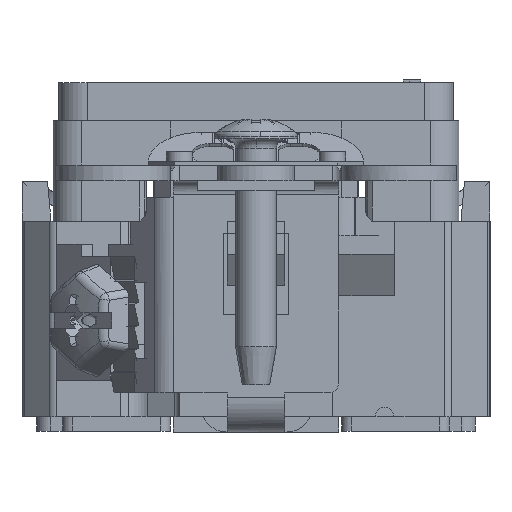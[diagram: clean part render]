
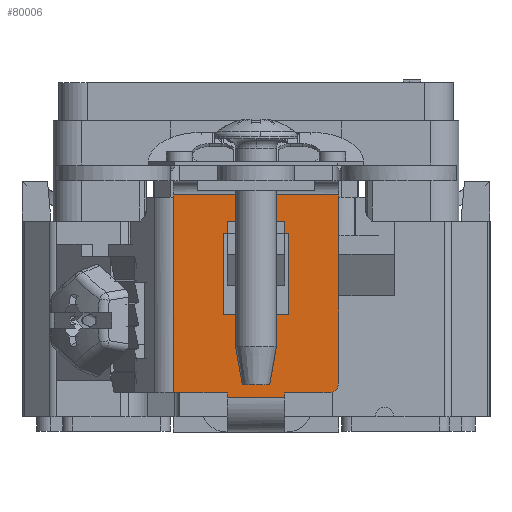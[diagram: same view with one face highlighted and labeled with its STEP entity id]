
A CAD part, front view. The second image highlights one B-rep face of the part: STEP entity #80006.
In plain terms, the highlighted planar face has unit normal (0, -1, 0).
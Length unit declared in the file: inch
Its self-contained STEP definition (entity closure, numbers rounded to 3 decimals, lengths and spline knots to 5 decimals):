
#445 = EDGE_CURVE ( 'NONE', #8514, #23865, #19343, .T. ) ;
#666 = VECTOR ( 'NONE', #47478, 39.37008 ) ;
#879 = CARTESIAN_POINT ( 'NONE',  ( 0.0935, -1.38808, -0.258 ) ) ;
#3352 = CARTESIAN_POINT ( 'NONE',  ( -0.27, -1.38808, 0.074 ) ) ;
#3360 = LINE ( 'NONE', #14176, #62540 ) ;
#3995 = DIRECTION ( 'NONE',  ( 0., 0., 1. ) ) ;
#4629 = LINE ( 'NONE', #49700, #104584 ) ;
#4772 = VERTEX_POINT ( 'NONE', #5673 ) ;
#5127 = CARTESIAN_POINT ( 'NONE',  ( -0.27, -1.38808, -0.242 ) ) ;
#5252 = VERTEX_POINT ( 'NONE', #37180 ) ;
#5673 = CARTESIAN_POINT ( 'NONE',  ( 0.27, -1.38808, -0.211 ) ) ;
#6056 = ORIENTED_EDGE ( 'NONE', *, *, #38929, .T. ) ;
#7203 = DIRECTION ( 'NONE',  ( 1., 0., 0. ) ) ;
#7492 = DIRECTION ( 'NONE',  ( 1., 0., 0. ) ) ;
#7745 = LINE ( 'NONE', #60802, #96785 ) ;
#8514 = VERTEX_POINT ( 'NONE', #98592 ) ;
#8559 = VERTEX_POINT ( 'NONE', #89435 ) ;
#8570 = VERTEX_POINT ( 'NONE', #879 ) ;
#9741 = EDGE_CURVE ( 'NONE', #33089, #5252, #110021, .T. ) ;
#11225 = CARTESIAN_POINT ( 'NONE',  ( 0.105, -1.38808, 0.28 ) ) ;
#11275 = EDGE_CURVE ( 'NONE', #8559, #17400, #49216, .T. ) ;
#11870 = EDGE_CURVE ( 'NONE', #104640, #8514, #7745, .T. ) ;
#12445 = DIRECTION ( 'NONE',  ( 0., 0., -1. ) ) ;
#14176 = CARTESIAN_POINT ( 'NONE',  ( 0.27, -1.38808, 0.074 ) ) ;
#15362 = VECTOR ( 'NONE', #64532, 39.37008 ) ;
#17400 = VERTEX_POINT ( 'NONE', #5127 ) ;
#17553 = CARTESIAN_POINT ( 'NONE',  ( -0.0935, -1.38808, -0.258 ) ) ;
#17944 = CARTESIAN_POINT ( 'NONE',  ( -0.105, -1.38808, 0.28 ) ) ;
#19243 = DIRECTION ( 'NONE',  ( 0., 0., -1. ) ) ;
#19343 = LINE ( 'NONE', #20467, #65942 ) ;
#19625 = VERTEX_POINT ( 'NONE', #98598 ) ;
#19791 = CARTESIAN_POINT ( 'NONE',  ( 0.239, -1.38808, -0.242 ) ) ;
#20184 = ORIENTED_EDGE ( 'NONE', *, *, #98382, .T. ) ;
#20212 = EDGE_CURVE ( 'NONE', #84853, #108992, #107432, .T. ) ;
#20467 = CARTESIAN_POINT ( 'NONE',  ( -0.105, -1.38808, 0.074 ) ) ;
#20523 = DIRECTION ( 'NONE',  ( 1., 0., 0. ) ) ;
#20738 = CARTESIAN_POINT ( 'NONE',  ( 0.0935, -1.38808, -0.242 ) ) ;
#21017 = LINE ( 'NONE', #55828, #73786 ) ;
#21087 = CARTESIAN_POINT ( 'NONE',  ( -0.27, -1.38808, -0.258 ) ) ;
#21937 = DIRECTION ( 'NONE',  ( 0., 0., -1. ) ) ;
#22272 = ORIENTED_EDGE ( 'NONE', *, *, #20212, .T. ) ;
#23865 = VERTEX_POINT ( 'NONE', #17944 ) ;
#24791 = EDGE_CURVE ( 'NONE', #108992, #4772, #67239, .T. ) ;
#25040 = CARTESIAN_POINT ( 'NONE',  ( 0., -1.38808, -0.242 ) ) ;
#25581 = CARTESIAN_POINT ( 'NONE',  ( -0.27, -1.38808, 0.406 ) ) ;
#26542 = VECTOR ( 'NONE', #83608, 39.37008 ) ;
#27770 = VECTOR ( 'NONE', #41022, 39.37008 ) ;
#27914 = DIRECTION ( 'NONE',  ( 0., 0., 1. ) ) ;
#28726 = EDGE_CURVE ( 'NONE', #56378, #19625, #4629, .T. ) ;
#29667 = DIRECTION ( 'NONE',  ( 0., -1., 0. ) ) ;
#31317 = DIRECTION ( 'NONE',  ( 0., 0., 1. ) ) ;
#33089 = VERTEX_POINT ( 'NONE', #25581 ) ;
#34421 = ORIENTED_EDGE ( 'NONE', *, *, #94350, .T. ) ;
#34889 = ORIENTED_EDGE ( 'NONE', *, *, #57944, .T. ) ;
#35321 = VERTEX_POINT ( 'NONE', #64132 ) ;
#37180 = CARTESIAN_POINT ( 'NONE',  ( 0.27, -1.38808, 0.406 ) ) ;
#38929 = EDGE_CURVE ( 'NONE', #17400, #19625, #101607, .T. ) ;
#39512 = DIRECTION ( 'NONE',  ( 0., 0., 1. ) ) ;
#41022 = DIRECTION ( 'NONE',  ( 1., 0., 0. ) ) ;
#42396 = VECTOR ( 'NONE', #91909, 39.37008 ) ;
#43669 = AXIS2_PLACEMENT_3D ( 'NONE', #21087, #29667, #20523 ) ;
#44055 = LINE ( 'NONE', #86322, #74195 ) ;
#46301 = CARTESIAN_POINT ( 'NONE',  ( 0., -1.38808, -0.242 ) ) ;
#47478 = DIRECTION ( 'NONE',  ( 0., 0., 1. ) ) ;
#48645 = DIRECTION ( 'NONE',  ( 0., 0., -1. ) ) ;
#49216 = LINE ( 'NONE', #66344, #72618 ) ;
#49700 = CARTESIAN_POINT ( 'NONE',  ( -0.0935, -1.38808, -0.2855 ) ) ;
#50006 = CARTESIAN_POINT ( 'NONE',  ( 0., -1.38808, 0.406 ) ) ;
#51216 = ORIENTED_EDGE ( 'NONE', *, *, #112757, .T. ) ;
#52811 = EDGE_LOOP ( 'NONE', ( #72551, #97302, #20184, #90230 ) ) ;
#53241 = VERTEX_POINT ( 'NONE', #85499 ) ;
#53509 = LINE ( 'NONE', #97539, #101973 ) ;
#55828 = CARTESIAN_POINT ( 'NONE',  ( 0.105, -1.38808, 0.074 ) ) ;
#56378 = VERTEX_POINT ( 'NONE', #17553 ) ;
#57857 = ORIENTED_EDGE ( 'NONE', *, *, #24791, .T. ) ;
#57944 = EDGE_CURVE ( 'NONE', #4772, #53241, #81712, .T. ) ;
#60802 = CARTESIAN_POINT ( 'NONE',  ( 0., -1.38808, 0.015 ) ) ;
#61726 = EDGE_CURVE ( 'NONE', #33089, #8559, #109552, .T. ) ;
#62540 = VECTOR ( 'NONE', #31317, 39.37008 ) ;
#62989 = VECTOR ( 'NONE', #7203, 39.37008 ) ;
#64132 = CARTESIAN_POINT ( 'NONE',  ( 0.27, -1.38808, 0.398 ) ) ;
#64532 = DIRECTION ( 'NONE',  ( 1., 0., 0. ) ) ;
#65282 = DIRECTION ( 'NONE',  ( 0., -1., 0. ) ) ;
#65529 = ORIENTED_EDGE ( 'NONE', *, *, #89842, .F. ) ;
#65942 = VECTOR ( 'NONE', #27914, 39.37008 ) ;
#66344 = CARTESIAN_POINT ( 'NONE',  ( -0.27, -1.38808, 0.074 ) ) ;
#67239 = CIRCLE ( 'NONE', #107386, 0.031 ) ;
#71036 = EDGE_LOOP ( 'NONE', ( #22272, #57857, #34889, #51216, #103492, #73473, #78157, #77419, #6056, #99279, #34421, #65529 ) ) ;
#72028 = LINE ( 'NONE', #106944, #666 ) ;
#72038 = VERTEX_POINT ( 'NONE', #11225 ) ;
#72551 = ORIENTED_EDGE ( 'NONE', *, *, #11870, .T. ) ;
#72618 = VECTOR ( 'NONE', #48645, 39.37008 ) ;
#73035 = PLANE ( 'NONE',  #43669 ) ;
#73473 = ORIENTED_EDGE ( 'NONE', *, *, #9741, .F. ) ;
#73615 = FACE_OUTER_BOUND ( 'NONE', #71036, .T. ) ;
#73786 = VECTOR ( 'NONE', #12445, 39.37008 ) ;
#73867 = CARTESIAN_POINT ( 'NONE',  ( 0.239, -1.38808, -0.211 ) ) ;
#74195 = VECTOR ( 'NONE', #7492, 39.37008 ) ;
#75845 = VECTOR ( 'NONE', #3995, 39.37008 ) ;
#77419 = ORIENTED_EDGE ( 'NONE', *, *, #11275, .T. ) ;
#78157 = ORIENTED_EDGE ( 'NONE', *, *, #61726, .T. ) ;
#78486 = CARTESIAN_POINT ( 'NONE',  ( 0.105, -1.38808, 0.015 ) ) ;
#80006 = ADVANCED_FACE ( 'NONE', ( #82190, #73615 ), #73035, .T. ) ;
#81712 = LINE ( 'NONE', #105894, #75845 ) ;
#82190 = FACE_BOUND ( 'NONE', #52811, .T. ) ;
#83608 = DIRECTION ( 'NONE',  ( 1., 0., 0. ) ) ;
#84853 = VERTEX_POINT ( 'NONE', #20738 ) ;
#84863 = DIRECTION ( 'NONE',  ( -1., 0., 0. ) ) ;
#85499 = CARTESIAN_POINT ( 'NONE',  ( 0.27, -1.38808, 0.273 ) ) ;
#86322 = CARTESIAN_POINT ( 'NONE',  ( 0., -1.38808, 0.28 ) ) ;
#89435 = CARTESIAN_POINT ( 'NONE',  ( -0.27, -1.38808, 0.398 ) ) ;
#89842 = EDGE_CURVE ( 'NONE', #84853, #8570, #53509, .T. ) ;
#90230 = ORIENTED_EDGE ( 'NONE', *, *, #102801, .T. ) ;
#91083 = CARTESIAN_POINT ( 'NONE',  ( 0., -1.38808, -0.258 ) ) ;
#91909 = DIRECTION ( 'NONE',  ( 0., 0., -1. ) ) ;
#94350 = EDGE_CURVE ( 'NONE', #56378, #8570, #100238, .T. ) ;
#96785 = VECTOR ( 'NONE', #84863, 39.37008 ) ;
#97302 = ORIENTED_EDGE ( 'NONE', *, *, #445, .T. ) ;
#97539 = CARTESIAN_POINT ( 'NONE',  ( 0.0935, -1.38808, -0.306 ) ) ;
#98382 = EDGE_CURVE ( 'NONE', #23865, #72038, #44055, .T. ) ;
#98592 = CARTESIAN_POINT ( 'NONE',  ( -0.105, -1.38808, 0.015 ) ) ;
#98598 = CARTESIAN_POINT ( 'NONE',  ( -0.0935, -1.38808, -0.242 ) ) ;
#99279 = ORIENTED_EDGE ( 'NONE', *, *, #28726, .F. ) ;
#100238 = LINE ( 'NONE', #91083, #26542 ) ;
#101607 = LINE ( 'NONE', #25040, #27770 ) ;
#101973 = VECTOR ( 'NONE', #19243, 39.37008 ) ;
#102801 = EDGE_CURVE ( 'NONE', #72038, #104640, #21017, .T. ) ;
#103492 = ORIENTED_EDGE ( 'NONE', *, *, #112235, .T. ) ;
#104584 = VECTOR ( 'NONE', #39512, 39.37008 ) ;
#104640 = VERTEX_POINT ( 'NONE', #78486 ) ;
#105894 = CARTESIAN_POINT ( 'NONE',  ( 0.27, -1.38808, 0.074 ) ) ;
#106944 = CARTESIAN_POINT ( 'NONE',  ( 0.27, -1.38808, 0.074 ) ) ;
#107386 = AXIS2_PLACEMENT_3D ( 'NONE', #73867, #65282, #21937 ) ;
#107432 = LINE ( 'NONE', #46301, #15362 ) ;
#108992 = VERTEX_POINT ( 'NONE', #19791 ) ;
#109552 = LINE ( 'NONE', #3352, #42396 ) ;
#110021 = LINE ( 'NONE', #50006, #62989 ) ;
#112235 = EDGE_CURVE ( 'NONE', #35321, #5252, #3360, .T. ) ;
#112757 = EDGE_CURVE ( 'NONE', #53241, #35321, #72028, .T. ) ;
